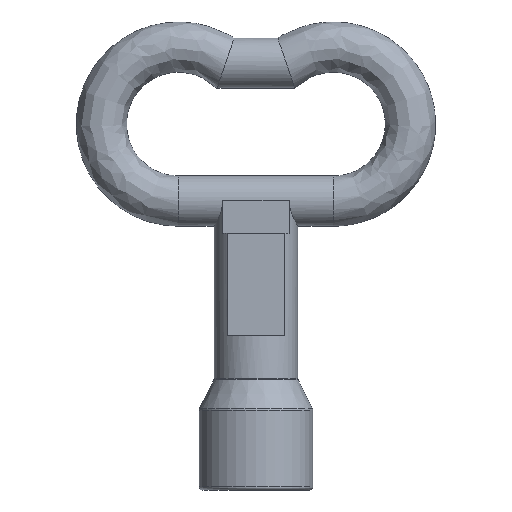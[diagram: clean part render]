
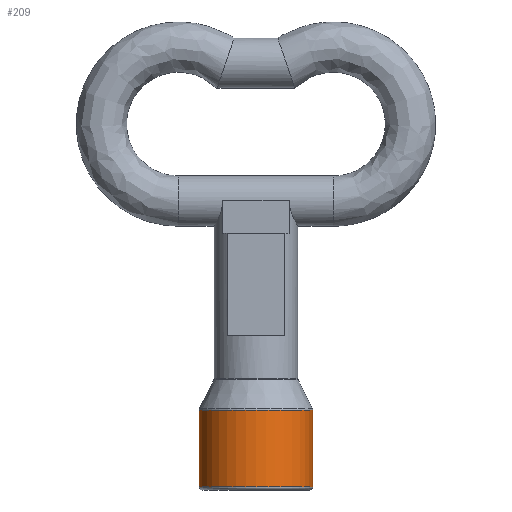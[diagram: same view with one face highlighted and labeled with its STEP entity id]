
A CAD part, front view. The second image highlights one B-rep face of the part: STEP entity #209.
In plain terms, the highlighted cylindrical face has radius 5.65 mm (diameter 11.3 mm), a partial arc.
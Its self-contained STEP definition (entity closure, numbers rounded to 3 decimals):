
#115 = AXIS2_PLACEMENT_3D ( 'NONE', #888, #2726, #117 ) ;
#117 = DIRECTION ( 'NONE',  ( -1., 0., 0. ) ) ;
#118 = CARTESIAN_POINT ( 'NONE',  ( -5.65, 0., 7.929 ) ) ;
#209 = ADVANCED_FACE ( 'NONE', ( #1088 ), #2924, .T. ) ;
#294 = ORIENTED_EDGE ( 'NONE', *, *, #1033, .T. ) ;
#347 = AXIS2_PLACEMENT_3D ( 'NONE', #2139, #811, #1868 ) ;
#437 = VERTEX_POINT ( 'NONE', #118 ) ;
#536 = VERTEX_POINT ( 'NONE', #1237 ) ;
#586 = DIRECTION ( 'NONE',  ( 0., 0., -1. ) ) ;
#602 = DIRECTION ( 'NONE',  ( 0., 0., -1. ) ) ;
#771 = AXIS2_PLACEMENT_3D ( 'NONE', #1403, #1368, #2159 ) ;
#811 = DIRECTION ( 'NONE',  ( 0., 0., -1. ) ) ;
#871 = LINE ( 'NONE', #1635, #2986 ) ;
#881 = CIRCLE ( 'NONE', #771, 5.65 ) ;
#888 = CARTESIAN_POINT ( 'NONE',  ( 0., 0., 7.929 ) ) ;
#1033 = EDGE_CURVE ( 'NONE', #437, #1977, #1173, .T. ) ;
#1050 = CIRCLE ( 'NONE', #115, 5.65 ) ;
#1077 = EDGE_CURVE ( 'NONE', #536, #3288, #871, .T. ) ;
#1088 = FACE_OUTER_BOUND ( 'NONE', #1558, .T. ) ;
#1173 = LINE ( 'NONE', #2957, #3041 ) ;
#1237 = CARTESIAN_POINT ( 'NONE',  ( 5.65, 0., 7.929 ) ) ;
#1368 = DIRECTION ( 'NONE',  ( 0., 0., 1. ) ) ;
#1403 = CARTESIAN_POINT ( 'NONE',  ( 0., 0., 0.3 ) ) ;
#1423 = CARTESIAN_POINT ( 'NONE',  ( 5.65, 0., 0.3 ) ) ;
#1558 = EDGE_LOOP ( 'NONE', ( #1806, #3121, #294, #2840 ) ) ;
#1635 = CARTESIAN_POINT ( 'NONE',  ( 5.65, 0., 8. ) ) ;
#1686 = EDGE_CURVE ( 'NONE', #536, #437, #1050, .T. ) ;
#1806 = ORIENTED_EDGE ( 'NONE', *, *, #1077, .F. ) ;
#1868 = DIRECTION ( 'NONE',  ( -1., 0., 0. ) ) ;
#1977 = VERTEX_POINT ( 'NONE', #2369 ) ;
#2139 = CARTESIAN_POINT ( 'NONE',  ( 0., 0., 8. ) ) ;
#2159 = DIRECTION ( 'NONE',  ( 1., 0., 0. ) ) ;
#2369 = CARTESIAN_POINT ( 'NONE',  ( -5.65, 0., 0.3 ) ) ;
#2591 = EDGE_CURVE ( 'NONE', #1977, #3288, #881, .T. ) ;
#2726 = DIRECTION ( 'NONE',  ( 0., 0., -1. ) ) ;
#2840 = ORIENTED_EDGE ( 'NONE', *, *, #2591, .T. ) ;
#2924 = CYLINDRICAL_SURFACE ( 'NONE', #347, 5.65 ) ;
#2957 = CARTESIAN_POINT ( 'NONE',  ( -5.65, 0., 8. ) ) ;
#2986 = VECTOR ( 'NONE', #602, 1000. ) ;
#3041 = VECTOR ( 'NONE', #586, 1000. ) ;
#3121 = ORIENTED_EDGE ( 'NONE', *, *, #1686, .T. ) ;
#3288 = VERTEX_POINT ( 'NONE', #1423 ) ;
